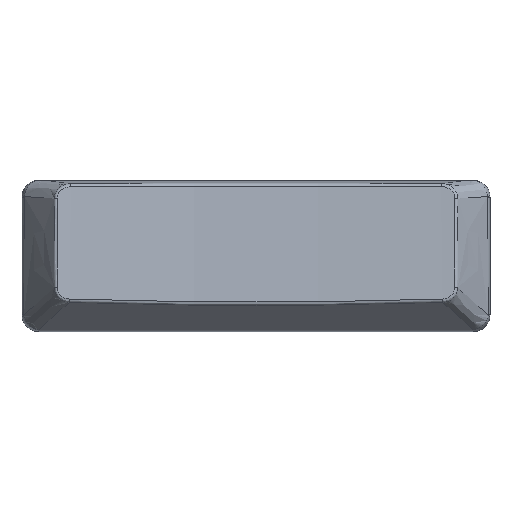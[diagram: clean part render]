
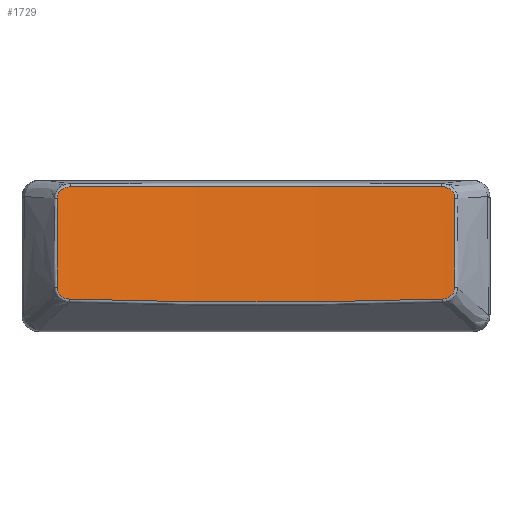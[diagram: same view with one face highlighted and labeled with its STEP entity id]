
A CAD part, top view. The second image highlights one B-rep face of the part: STEP entity #1729.
In plain terms, the highlighted free-form (B-spline) face has degree [1, 2] with [2, 3] control points.
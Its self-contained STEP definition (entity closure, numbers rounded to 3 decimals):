
#20=(
BOUNDED_SURFACE()
B_SPLINE_SURFACE(1,2,((#3446,#3447,#3448),(#3449,#3450,#3451)),
 .UNSPECIFIED.,.F.,.F.,.F.)
B_SPLINE_SURFACE_WITH_KNOTS((2,2),(3,3),(0.166,0.207),
(-1.64,-1.502),.UNSPECIFIED.)
GEOMETRIC_REPRESENTATION_ITEM()
RATIONAL_B_SPLINE_SURFACE(((1.,0.998,1.),(1.,0.998,
1.)))
REPRESENTATION_ITEM('')
SURFACE()
);
#125=B_SPLINE_CURVE_WITH_KNOTS('',3,(#3054,#3055,#3056,#3057),
 .UNSPECIFIED.,.F.,.F.,(4,4),(0.,4.456),.UNSPECIFIED.);
#127=B_SPLINE_CURVE_WITH_KNOTS('',3,(#3097,#3098,#3099,#3100,#3101,#3102),
 .UNSPECIFIED.,.F.,.F.,(4,1,1,4),(0.,0.141,0.195,
0.248),.UNSPECIFIED.);
#129=B_SPLINE_CURVE_WITH_KNOTS('',3,(#3130,#3131,#3132,#3133),
 .UNSPECIFIED.,.F.,.F.,(4,4),(0.,1.073),
 .UNSPECIFIED.);
#131=B_SPLINE_CURVE_WITH_KNOTS('',3,(#3173,#3174,#3175,#3176,#3177,#3178),
 .UNSPECIFIED.,.F.,.F.,(4,1,1,4),(0.,0.098,0.163,
0.228),.UNSPECIFIED.);
#133=B_SPLINE_CURVE_WITH_KNOTS('',3,(#3206,#3207,#3208,#3209),
 .UNSPECIFIED.,.F.,.F.,(4,4),(0.,4.495),
 .UNSPECIFIED.);
#135=B_SPLINE_CURVE_WITH_KNOTS('',3,(#3249,#3250,#3251,#3252,#3253,#3254),
 .UNSPECIFIED.,.F.,.F.,(4,1,1,4),(0.,0.065,
0.13,0.228),.UNSPECIFIED.);
#137=B_SPLINE_CURVE_WITH_KNOTS('',3,(#3282,#3283,#3284,#3285),
 .UNSPECIFIED.,.F.,.F.,(4,4),(0.,1.073),
 .UNSPECIFIED.);
#139=B_SPLINE_CURVE_WITH_KNOTS('',3,(#3322,#3323,#3324,#3325,#3326,#3327),
 .UNSPECIFIED.,.F.,.F.,(4,1,1,4),(0.,0.053,0.106,
0.248),.UNSPECIFIED.);
#466=FACE_OUTER_BOUND('',#576,.T.);
#576=EDGE_LOOP('',(#1379,#1380,#1381,#1382,#1383,#1384,#1385,#1386));
#748=VERTEX_POINT('',#3044);
#751=VERTEX_POINT('',#3052);
#752=VERTEX_POINT('',#3088);
#754=VERTEX_POINT('',#3123);
#756=VERTEX_POINT('',#3164);
#758=VERTEX_POINT('',#3199);
#760=VERTEX_POINT('',#3240);
#762=VERTEX_POINT('',#3275);
#959=EDGE_CURVE('',#751,#748,#125,.T.);
#962=EDGE_CURVE('',#748,#752,#127,.T.);
#965=EDGE_CURVE('',#752,#754,#129,.T.);
#968=EDGE_CURVE('',#754,#756,#131,.T.);
#971=EDGE_CURVE('',#756,#758,#133,.T.);
#974=EDGE_CURVE('',#758,#760,#135,.T.);
#977=EDGE_CURVE('',#760,#762,#137,.T.);
#979=EDGE_CURVE('',#762,#751,#139,.T.);
#1379=ORIENTED_EDGE('',*,*,#959,.F.);
#1380=ORIENTED_EDGE('',*,*,#979,.F.);
#1381=ORIENTED_EDGE('',*,*,#977,.F.);
#1382=ORIENTED_EDGE('',*,*,#974,.F.);
#1383=ORIENTED_EDGE('',*,*,#971,.F.);
#1384=ORIENTED_EDGE('',*,*,#968,.F.);
#1385=ORIENTED_EDGE('',*,*,#965,.F.);
#1386=ORIENTED_EDGE('',*,*,#962,.F.);
#1729=ADVANCED_FACE('',(#466),#20,.T.);
#3044=CARTESIAN_POINT('',(22.24,8.332,4.916));
#3052=CARTESIAN_POINT('',(-22.24,8.332,4.916));
#3054=CARTESIAN_POINT('Ctrl Pts',(-22.24,8.332,4.916));
#3055=CARTESIAN_POINT('Ctrl Pts',(-7.434,8.415,3.967));
#3056=CARTESIAN_POINT('Ctrl Pts',(7.434,8.415,3.967));
#3057=CARTESIAN_POINT('Ctrl Pts',(22.24,8.332,4.916));
#3088=CARTESIAN_POINT('',(23.917,6.9,5.202));
#3097=CARTESIAN_POINT('Ctrl Pts',(22.24,8.332,4.916));
#3098=CARTESIAN_POINT('Ctrl Pts',(22.71,8.33,4.946));
#3099=CARTESIAN_POINT('Ctrl Pts',(23.372,8.114,5.016));
#3100=CARTESIAN_POINT('Ctrl Pts',(23.85,7.426,5.133));
#3101=CARTESIAN_POINT('Ctrl Pts',(23.917,7.075,5.181));
#3102=CARTESIAN_POINT('Ctrl Pts',(23.917,6.9,5.202));
#3123=CARTESIAN_POINT('',(23.883,-3.754,6.508));
#3130=CARTESIAN_POINT('Ctrl Pts',(23.917,6.9,5.202));
#3131=CARTESIAN_POINT('Ctrl Pts',(23.903,3.349,5.638));
#3132=CARTESIAN_POINT('Ctrl Pts',(23.892,-0.203,6.073));
#3133=CARTESIAN_POINT('Ctrl Pts',(23.883,-3.754,6.508));
#3164=CARTESIAN_POINT('',(22.432,-5.19,6.589));
#3173=CARTESIAN_POINT('Ctrl Pts',(23.883,-3.754,6.508));
#3174=CARTESIAN_POINT('Ctrl Pts',(23.882,-4.077,6.548));
#3175=CARTESIAN_POINT('Ctrl Pts',(23.702,-4.62,6.602));
#3176=CARTESIAN_POINT('Ctrl Pts',(23.078,-5.091,6.618));
#3177=CARTESIAN_POINT('Ctrl Pts',(22.648,-5.183,6.602));
#3178=CARTESIAN_POINT('Ctrl Pts',(22.432,-5.19,6.589));
#3199=CARTESIAN_POINT('',(-22.432,-5.19,6.589));
#3206=CARTESIAN_POINT('Ctrl Pts',(22.432,-5.19,6.589));
#3207=CARTESIAN_POINT('Ctrl Pts',(7.501,-5.68,5.693));
#3208=CARTESIAN_POINT('Ctrl Pts',(-7.501,-5.68,5.693));
#3209=CARTESIAN_POINT('Ctrl Pts',(-22.432,-5.19,6.589));
#3240=CARTESIAN_POINT('',(-23.883,-3.754,6.508));
#3249=CARTESIAN_POINT('Ctrl Pts',(-22.432,-5.19,6.589));
#3250=CARTESIAN_POINT('Ctrl Pts',(-22.648,-5.183,6.602));
#3251=CARTESIAN_POINT('Ctrl Pts',(-23.078,-5.091,6.618));
#3252=CARTESIAN_POINT('Ctrl Pts',(-23.702,-4.62,6.602));
#3253=CARTESIAN_POINT('Ctrl Pts',(-23.882,-4.077,6.548));
#3254=CARTESIAN_POINT('Ctrl Pts',(-23.883,-3.754,6.508));
#3275=CARTESIAN_POINT('',(-23.917,6.9,5.202));
#3282=CARTESIAN_POINT('Ctrl Pts',(-23.883,-3.754,6.508));
#3283=CARTESIAN_POINT('Ctrl Pts',(-23.892,-0.203,
6.073));
#3284=CARTESIAN_POINT('Ctrl Pts',(-23.903,3.349,5.638));
#3285=CARTESIAN_POINT('Ctrl Pts',(-23.917,6.9,5.202));
#3322=CARTESIAN_POINT('Ctrl Pts',(-23.917,6.9,5.202));
#3323=CARTESIAN_POINT('Ctrl Pts',(-23.917,7.075,5.181));
#3324=CARTESIAN_POINT('Ctrl Pts',(-23.85,7.426,5.133));
#3325=CARTESIAN_POINT('Ctrl Pts',(-23.372,8.114,5.016));
#3326=CARTESIAN_POINT('Ctrl Pts',(-22.71,8.33,4.946));
#3327=CARTESIAN_POINT('Ctrl Pts',(-22.24,8.332,4.916));
#3446=CARTESIAN_POINT('Ctrl Pts',(23.917,-5.467,6.721));
#3447=CARTESIAN_POINT('Ctrl Pts',(0.,-5.664,
5.113));
#3448=CARTESIAN_POINT('Ctrl Pts',(-23.917,-5.467,6.721));
#3449=CARTESIAN_POINT('Ctrl Pts',(23.917,8.542,5.001));
#3450=CARTESIAN_POINT('Ctrl Pts',(0.,8.345,
3.393));
#3451=CARTESIAN_POINT('Ctrl Pts',(-23.917,8.542,5.001));
